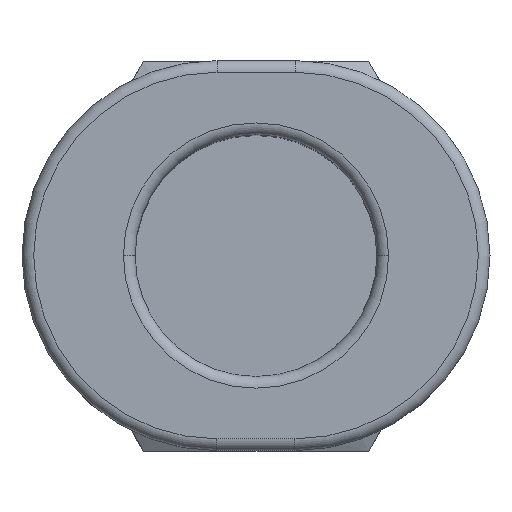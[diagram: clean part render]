
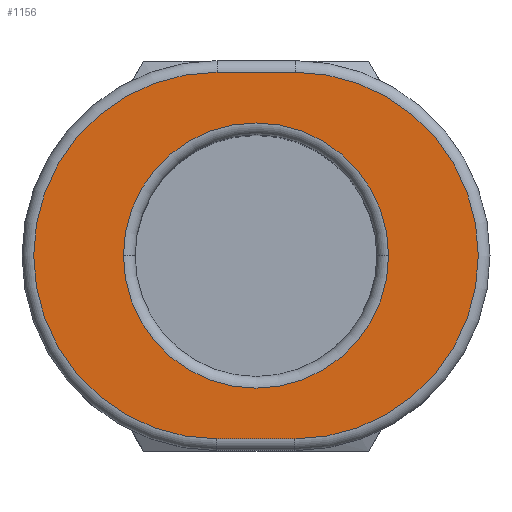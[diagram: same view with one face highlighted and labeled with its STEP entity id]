
A CAD part, top view. The second image highlights one B-rep face of the part: STEP entity #1156.
In plain terms, the highlighted planar face has unit normal (0, 0, 1).
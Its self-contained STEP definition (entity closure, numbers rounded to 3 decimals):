
#762=CARTESIAN_POINT('',(3.4,0.,8.85));
#763=VERTEX_POINT('',#762);
#771=CARTESIAN_POINT('',(-3.4,0.,8.85));
#772=VERTEX_POINT('',#771);
#773=CARTESIAN_POINT('',(0.0,0.,8.85));
#774=DIRECTION('',(0.0,0.0,1.0));
#775=DIRECTION('',(1.0,0.0,0.0));
#776=AXIS2_PLACEMENT_3D('',#773,#774,#775);
#777=CIRCLE('',#776,3.4);
#778=EDGE_CURVE('',#763,#772,#777,.T.);
#952=CARTESIAN_POINT('',(1.,4.7,8.85));
#953=VERTEX_POINT('',#952);
#954=CARTESIAN_POINT('',(1.0,-4.7,8.85));
#955=VERTEX_POINT('',#954);
#956=CARTESIAN_POINT('',(1.0,0.,8.85));
#957=DIRECTION('',(0.,0.,-1.0));
#958=DIRECTION('',(1.0,0.,0.));
#959=AXIS2_PLACEMENT_3D('',#956,#957,#958);
#960=CIRCLE('',#959,4.7);
#961=EDGE_CURVE('',#953,#955,#960,.T.);
#996=CARTESIAN_POINT('',(-1.0,-4.7,8.85));
#997=VERTEX_POINT('',#996);
#998=CARTESIAN_POINT('',(1.0,-4.7,8.85));
#999=DIRECTION('',(-1.0,0.0,0.0));
#1000=VECTOR('',#999,2.0);
#1001=LINE('',#998,#1000);
#1002=EDGE_CURVE('',#955,#997,#1001,.T.);
#1036=CARTESIAN_POINT('',(-1.,4.7,8.85));
#1037=VERTEX_POINT('',#1036);
#1045=CARTESIAN_POINT('',(-1.,4.7,8.85));
#1046=DIRECTION('',(1.0,0.0,0.0));
#1047=VECTOR('',#1046,2.);
#1048=LINE('',#1045,#1047);
#1049=EDGE_CURVE('',#1037,#953,#1048,.T.);
#1060=CARTESIAN_POINT('',(-1.0,0.,8.85));
#1061=DIRECTION('',(0.0,0.0,-1.0));
#1062=DIRECTION('',(-1.0,0.0,0.0));
#1063=AXIS2_PLACEMENT_3D('',#1060,#1061,#1062);
#1064=CIRCLE('',#1063,4.7);
#1065=EDGE_CURVE('',#997,#1037,#1064,.T.);
#1135=CARTESIAN_POINT('',(0.,0.,8.85));
#1136=DIRECTION('',(0.0,0.0,-1.0));
#1137=DIRECTION('',(1.0,0.0,0.0));
#1138=AXIS2_PLACEMENT_3D('',#1135,#1136,#1137);
#1139=PLANE('',#1138);
#1140=ORIENTED_EDGE('',*,*,#961,.F.);
#1141=ORIENTED_EDGE('',*,*,#1049,.F.);
#1142=ORIENTED_EDGE('',*,*,#1065,.F.);
#1143=ORIENTED_EDGE('',*,*,#1002,.F.);
#1144=EDGE_LOOP('',(#1140,#1141,#1142,#1143));
#1145=FACE_OUTER_BOUND('',#1144,.T.);
#1146=CARTESIAN_POINT('',(0.0,0.,8.85));
#1147=DIRECTION('',(0.0,0.0,1.0));
#1148=DIRECTION('',(1.0,0.0,0.0));
#1149=AXIS2_PLACEMENT_3D('',#1146,#1147,#1148);
#1150=CIRCLE('',#1149,3.4);
#1151=EDGE_CURVE('',#772,#763,#1150,.T.);
#1152=ORIENTED_EDGE('',*,*,#1151,.F.);
#1153=ORIENTED_EDGE('',*,*,#778,.F.);
#1154=EDGE_LOOP('',(#1152,#1153));
#1155=FACE_BOUND('',#1154,.T.);
#1156=ADVANCED_FACE('',(#1145,#1155),#1139,.F.);
